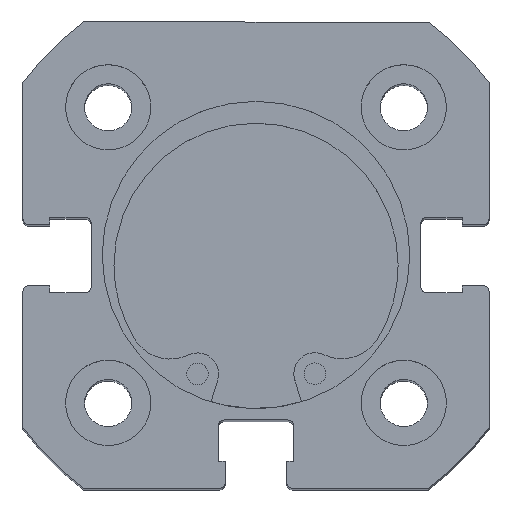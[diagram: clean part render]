
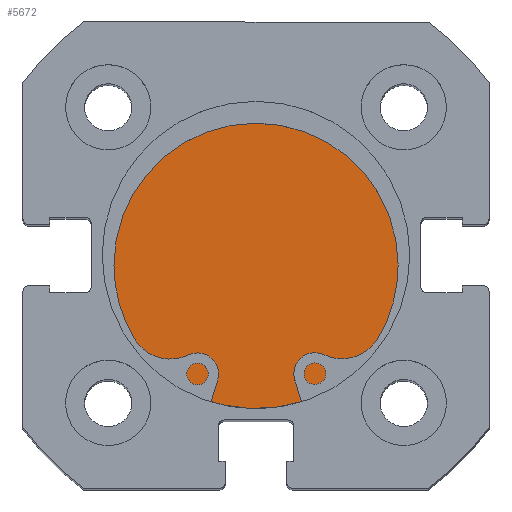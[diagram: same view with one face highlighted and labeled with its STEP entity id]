
A CAD part, top view. The second image highlights one B-rep face of the part: STEP entity #5672.
In plain terms, the highlighted face is planar.
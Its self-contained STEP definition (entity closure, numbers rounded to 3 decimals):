
#6 = CIRCLE ( 'NONE', #5445, 13.5 ) ;
#39 = CIRCLE ( 'NONE', #5442, 13.5 ) ;
#276 = CARTESIAN_POINT ( 'NONE',  ( 6., 0., 0. ) ) ;
#277 = DIRECTION ( 'NONE',  ( -1., 0., 0. ) ) ;
#278 = DIRECTION ( 'NONE',  ( 0., 0., 1. ) ) ;
#301 = CARTESIAN_POINT ( 'NONE',  ( 6., 0., 0. ) ) ;
#302 = DIRECTION ( 'NONE',  ( -1., 0., 0. ) ) ;
#303 = DIRECTION ( 'NONE',  ( 0., 0., 1. ) ) ;
#1197 = CARTESIAN_POINT ( 'NONE',  ( 6., 0., -13.5 ) ) ;
#1198 = CARTESIAN_POINT ( 'NONE',  ( 6., 0., 13.5 ) ) ;
#1384 = CARTESIAN_POINT ( 'NONE',  ( 6., 13.5, 0. ) ) ;
#1385 = PLANE ( 'NONE',  #3977 ) ;
#1387 = DIRECTION ( 'NONE',  ( -1., 0., 0. ) ) ;
#1388 = DIRECTION ( 'NONE',  ( 0., 0., 1. ) ) ;
#1666 = EDGE_LOOP ( 'NONE', ( #4212, #4353 ) ) ;
#3424 = FACE_OUTER_BOUND ( 'NONE', #1666, .T. ) ;
#3977 = AXIS2_PLACEMENT_3D ( 'NONE', #1384, #1387, #1388 ) ;
#4212 = ORIENTED_EDGE ( 'NONE', *, *, #5056, .F. ) ;
#4353 = ORIENTED_EDGE ( 'NONE', *, *, #5047, .F. ) ;
#5047 = EDGE_CURVE ( 'NONE', #5552, #5553, #39, .T. ) ;
#5056 = EDGE_CURVE ( 'NONE', #5553, #5552, #6, .T. ) ;
#5442 = AXIS2_PLACEMENT_3D ( 'NONE', #276, #277, #278 ) ;
#5445 = AXIS2_PLACEMENT_3D ( 'NONE', #301, #302, #303 ) ;
#5552 = VERTEX_POINT ( 'NONE', #1197 ) ;
#5553 = VERTEX_POINT ( 'NONE', #1198 ) ;
#5672 = ADVANCED_FACE ( 'NONE', ( #3424 ), #1385, .F. ) ;
